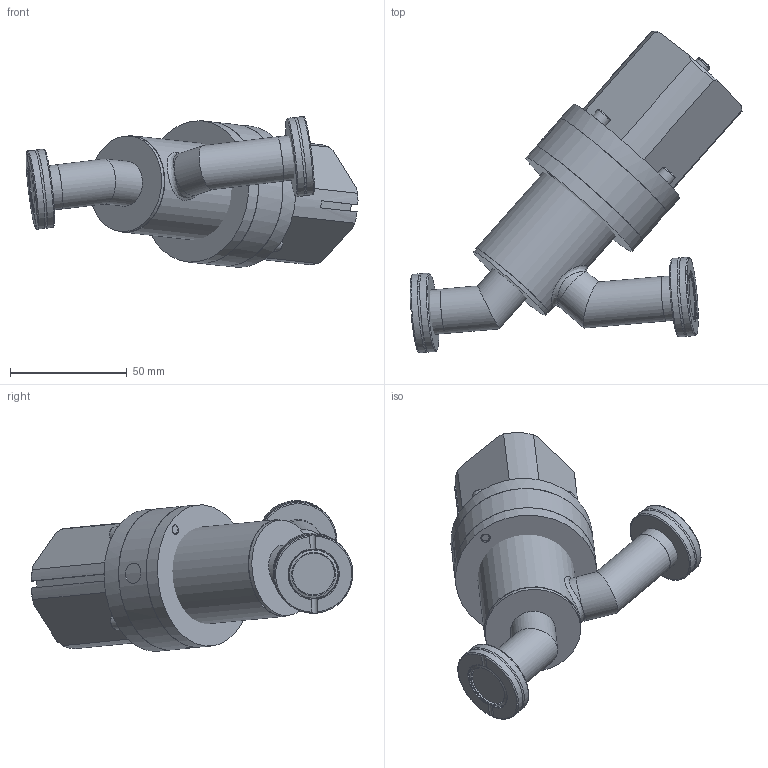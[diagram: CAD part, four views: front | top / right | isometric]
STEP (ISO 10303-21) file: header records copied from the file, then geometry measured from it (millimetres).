
FILE_DESCRIPTION(/* description */ (''),/* implementation_level */ '2;1');
FILE_NAME(/* name */ 'A2418YS1AVXCF01332_包膜.stp',/* time_stamp */ '2016-08-25T09:04:44+08:00',/* author */ ('raccy_lai'),/* organization */ (''),/* preprocessor_version */ 'ST-DEVELOPER v16.1',/* originating_system */ 'Autodesk Inventor 2016',/* authorisation */ '');
FILE_SCHEMA (('AUTOMOTIVE_DESIGN { 1 0 10303 214 3 1 1 }'));
Length unit declared in the file: millimetre
Products named in the file (1): A2418YS1AVXCF01332_包膜
Bounding box: 141.9 x 137.5 x 64.48 mm (x, y, z)
Surface area: 58217.2 mm2 (no closed solid volume)
Topology: 0 solids, 33 shells, 119 faces, 289 edges, 193 vertices
Faces by surface type: plane 55, cylinder 39, torus 13, cone 11, bspline 1
Full cylindrical faces by diameter (mm): 4 x1, 4.134 x1, 4.22 x1, 7 x4, 7.1 x1, 19.05 x2, 19.1 x4, 19.3 x1, 21.41 x2, 27.94 x1, 33.7 x4, 41 x1, 41.4 x1, 45.72 x1, 60.64 x3
Entity records: 3631 total; most frequent: CARTESIAN_POINT 976, DIRECTION 532, ORIENTED_EDGE 394, EDGE_CURVE 235, AXIS2_PLACEMENT_3D 230, VERTEX_POINT 181, EDGE_LOOP 161, FACE_OUTER_BOUND 119
